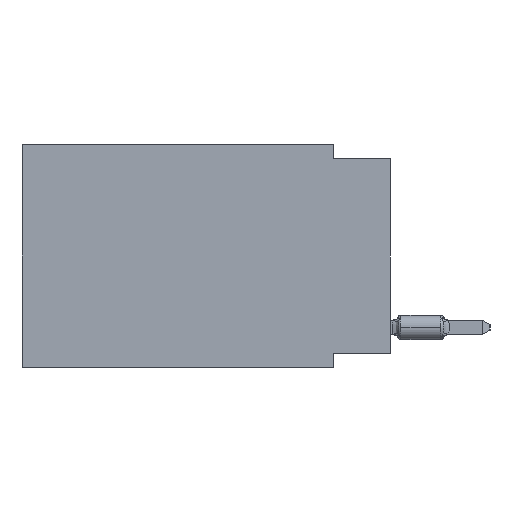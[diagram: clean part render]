
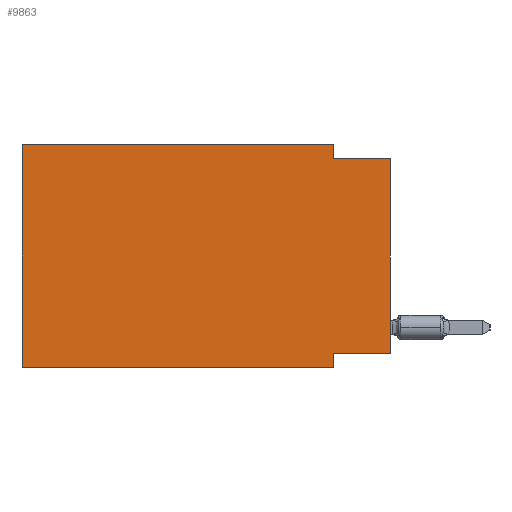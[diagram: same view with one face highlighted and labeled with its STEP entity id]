
A CAD part, left-side view. The second image highlights one B-rep face of the part: STEP entity #9863.
In plain terms, the highlighted planar face has unit normal (-1, 0, 0).
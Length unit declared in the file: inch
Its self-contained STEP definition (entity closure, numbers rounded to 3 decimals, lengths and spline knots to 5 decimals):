
#396 = CARTESIAN_POINT ( 'NONE',  ( 0., 0.1, 0. ) ) ;
#1572 = ORIENTED_EDGE ( 'NONE', *, *, #14049, .F. ) ;
#1574 = CARTESIAN_POINT ( 'NONE',  ( 0., 0.645, 0. ) ) ;
#1819 = ORIENTED_EDGE ( 'NONE', *, *, #8246, .F. ) ;
#2094 = VECTOR ( 'NONE', #10396, 39.37008 ) ;
#2151 = VERTEX_POINT ( 'NONE', #12488 ) ;
#2174 = CARTESIAN_POINT ( 'NONE',  ( 0., 0., -0.365 ) ) ;
#2243 = LINE ( 'NONE', #18205, #11050 ) ;
#3075 = CARTESIAN_POINT ( 'NONE',  ( 0., 0.1, -0.025 ) ) ;
#3580 = DIRECTION ( 'NONE',  ( 0., 1., 0. ) ) ;
#4052 = VERTEX_POINT ( 'NONE', #15186 ) ;
#4582 = CARTESIAN_POINT ( 'NONE',  ( 0., 0.1, -0.39 ) ) ;
#4792 = EDGE_CURVE ( 'NONE', #25805, #26305, #16699, .T. ) ;
#5578 = CARTESIAN_POINT ( 'NONE',  ( 0., 0.1, -0.365 ) ) ;
#5953 = VECTOR ( 'NONE', #3580, 39.37008 ) ;
#6257 = EDGE_CURVE ( 'NONE', #13749, #26305, #19890, .T. ) ;
#6328 = ORIENTED_EDGE ( 'NONE', *, *, #12256, .T. ) ;
#6506 = LINE ( 'NONE', #13084, #10235 ) ;
#6512 = VECTOR ( 'NONE', #14003, 39.37008 ) ;
#7497 = VECTOR ( 'NONE', #19581, 39.37008 ) ;
#8246 = EDGE_CURVE ( 'NONE', #10321, #12127, #13288, .T. ) ;
#8529 = ORIENTED_EDGE ( 'NONE', *, *, #4792, .F. ) ;
#9428 = EDGE_CURVE ( 'NONE', #4052, #2151, #21332, .T. ) ;
#9478 = PLANE ( 'NONE',  #18788 ) ;
#9654 = CARTESIAN_POINT ( 'NONE',  ( 0., 0.645, -0.39 ) ) ;
#9813 = VERTEX_POINT ( 'NONE', #396 ) ;
#9863 = ADVANCED_FACE ( 'NONE', ( #19676 ), #9478, .F. ) ;
#9876 = CARTESIAN_POINT ( 'NONE',  ( 0., 0., -0.365 ) ) ;
#9888 = ORIENTED_EDGE ( 'NONE', *, *, #15637, .F. ) ;
#10235 = VECTOR ( 'NONE', #25010, 39.37008 ) ;
#10321 = VERTEX_POINT ( 'NONE', #5578 ) ;
#10396 = DIRECTION ( 'NONE',  ( 0., -1., 0. ) ) ;
#10685 = ORIENTED_EDGE ( 'NONE', *, *, #15936, .F. ) ;
#11050 = VECTOR ( 'NONE', #24386, 39.37008 ) ;
#11190 = ORIENTED_EDGE ( 'NONE', *, *, #9428, .F. ) ;
#12127 = VERTEX_POINT ( 'NONE', #16428 ) ;
#12256 = EDGE_CURVE ( 'NONE', #4052, #12127, #13564, .T. ) ;
#12488 = CARTESIAN_POINT ( 'NONE',  ( 0., 0.645, 0. ) ) ;
#13084 = CARTESIAN_POINT ( 'NONE',  ( 0., 0.1, 0. ) ) ;
#13288 = LINE ( 'NONE', #4582, #22584 ) ;
#13564 = LINE ( 'NONE', #9654, #7497 ) ;
#13749 = VERTEX_POINT ( 'NONE', #2174 ) ;
#14003 = DIRECTION ( 'NONE',  ( 0., 0., 1. ) ) ;
#14049 = EDGE_CURVE ( 'NONE', #2151, #9813, #2243, .T. ) ;
#15186 = CARTESIAN_POINT ( 'NONE',  ( 0., 0.645, -0.39 ) ) ;
#15403 = DIRECTION ( 'NONE',  ( 1., 0., 0. ) ) ;
#15637 = EDGE_CURVE ( 'NONE', #13749, #10321, #25964, .T. ) ;
#15936 = EDGE_CURVE ( 'NONE', #9813, #25805, #6506, .T. ) ;
#16428 = CARTESIAN_POINT ( 'NONE',  ( 0., 0.1, -0.39 ) ) ;
#16699 = LINE ( 'NONE', #18569, #2094 ) ;
#16913 = DIRECTION ( 'NONE',  ( 0., 0., 1. ) ) ;
#18205 = CARTESIAN_POINT ( 'NONE',  ( 0., 0.645, 0. ) ) ;
#18569 = CARTESIAN_POINT ( 'NONE',  ( 0., 0., -0.025 ) ) ;
#18788 = AXIS2_PLACEMENT_3D ( 'NONE', #1574, #15403, #19944 ) ;
#18912 = CARTESIAN_POINT ( 'NONE',  ( 0., 0.645, 0. ) ) ;
#19581 = DIRECTION ( 'NONE',  ( 0., -1., 0. ) ) ;
#19676 = FACE_OUTER_BOUND ( 'NONE', #20352, .T. ) ;
#19758 = CARTESIAN_POINT ( 'NONE',  ( 0., 0., -0.025 ) ) ;
#19890 = LINE ( 'NONE', #23921, #6512 ) ;
#19944 = DIRECTION ( 'NONE',  ( 0., 0., -1. ) ) ;
#20352 = EDGE_LOOP ( 'NONE', ( #21266, #8529, #10685, #1572, #11190, #6328, #1819, #9888 ) ) ;
#20496 = VECTOR ( 'NONE', #16913, 39.37008 ) ;
#21266 = ORIENTED_EDGE ( 'NONE', *, *, #6257, .T. ) ;
#21332 = LINE ( 'NONE', #18912, #20496 ) ;
#22584 = VECTOR ( 'NONE', #25220, 39.37008 ) ;
#23921 = CARTESIAN_POINT ( 'NONE',  ( 0., 0., 0. ) ) ;
#24386 = DIRECTION ( 'NONE',  ( 0., -1., 0. ) ) ;
#25010 = DIRECTION ( 'NONE',  ( 0., 0., -1. ) ) ;
#25220 = DIRECTION ( 'NONE',  ( 0., 0., -1. ) ) ;
#25805 = VERTEX_POINT ( 'NONE', #3075 ) ;
#25964 = LINE ( 'NONE', #9876, #5953 ) ;
#26305 = VERTEX_POINT ( 'NONE', #19758 ) ;
